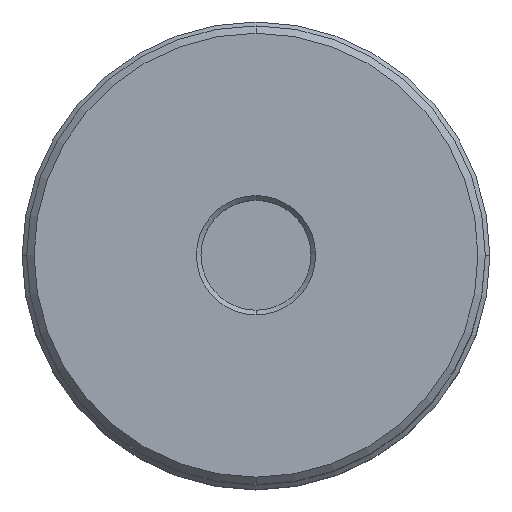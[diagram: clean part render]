
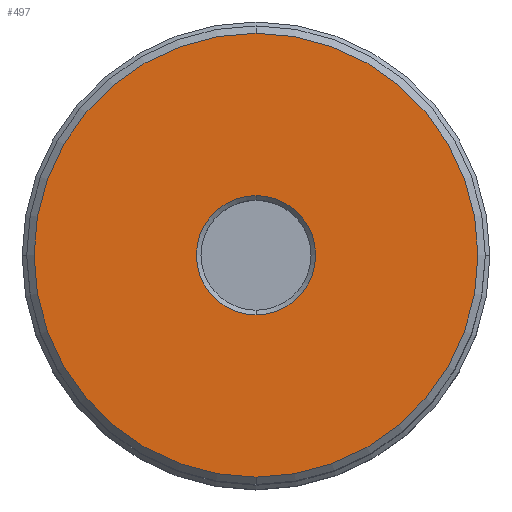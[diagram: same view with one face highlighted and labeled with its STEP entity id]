
A CAD part, top view. The second image highlights one B-rep face of the part: STEP entity #497.
In plain terms, the highlighted planar face has unit normal (0, 0, 1).
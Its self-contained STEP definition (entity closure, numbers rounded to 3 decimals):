
#14 = CARTESIAN_POINT ( 'NONE',  ( 0., -24.2, 67.804 ) ) ;
#76 = FACE_OUTER_BOUND ( 'NONE', #131, .T. ) ;
#97 = CIRCLE ( 'NONE', #1281, 24.2 ) ;
#110 = EDGE_CURVE ( 'NONE', #827, #347, #601, .T. ) ;
#113 = ORIENTED_EDGE ( 'NONE', *, *, #1371, .T. ) ;
#131 = EDGE_LOOP ( 'NONE', ( #153, #239 ) ) ;
#153 = ORIENTED_EDGE ( 'NONE', *, *, #1249, .T. ) ;
#162 = DIRECTION ( 'NONE',  ( 0., 0., 1. ) ) ;
#239 = ORIENTED_EDGE ( 'NONE', *, *, #110, .T. ) ;
#258 = CARTESIAN_POINT ( 'NONE',  ( 0., 24.2, 67.804 ) ) ;
#281 = ORIENTED_EDGE ( 'NONE', *, *, #1106, .T. ) ;
#283 = DIRECTION ( 'NONE',  ( 0., 0., 1. ) ) ;
#288 = CARTESIAN_POINT ( 'NONE',  ( 0., 0., 67.804 ) ) ;
#294 = CARTESIAN_POINT ( 'NONE',  ( 0., 0., 67.804 ) ) ;
#302 = AXIS2_PLACEMENT_3D ( 'NONE', #859, #417, #1083 ) ;
#347 = VERTEX_POINT ( 'NONE', #907 ) ;
#379 = DIRECTION ( 'NONE',  ( 0., 0., -1. ) ) ;
#391 = DIRECTION ( 'NONE',  ( 0., 0., -1. ) ) ;
#417 = DIRECTION ( 'NONE',  ( 0., 0., -1. ) ) ;
#445 = VERTEX_POINT ( 'NONE', #537 ) ;
#497 = ADVANCED_FACE ( 'NONE', ( #519, #76 ), #1153, .F. ) ;
#519 = FACE_BOUND ( 'NONE', #1091, .T. ) ;
#537 = CARTESIAN_POINT ( 'NONE',  ( 0., -6.5, 67.804 ) ) ;
#601 = CIRCLE ( 'NONE', #1296, 24.2 ) ;
#609 = DIRECTION ( 'NONE',  ( 0., -1., 0. ) ) ;
#720 = CARTESIAN_POINT ( 'NONE',  ( 0., 6.5, 67.804 ) ) ;
#827 = VERTEX_POINT ( 'NONE', #14 ) ;
#859 = CARTESIAN_POINT ( 'NONE',  ( 0., 0., 67.804 ) ) ;
#878 = AXIS2_PLACEMENT_3D ( 'NONE', #294, #391, #1163 ) ;
#907 = CARTESIAN_POINT ( 'NONE',  ( 0., 24.2, 67.804 ) ) ;
#922 = CIRCLE ( 'NONE', #302, 6.5 ) ;
#951 = DIRECTION ( 'NONE',  ( 0., 1., 0. ) ) ;
#1083 = DIRECTION ( 'NONE',  ( 0., 1., 0. ) ) ;
#1091 = EDGE_LOOP ( 'NONE', ( #281, #113 ) ) ;
#1106 = EDGE_CURVE ( 'NONE', #445, #1345, #922, .T. ) ;
#1143 = CIRCLE ( 'NONE', #878, 6.5 ) ;
#1153 = PLANE ( 'NONE',  #1250 ) ;
#1163 = DIRECTION ( 'NONE',  ( 0., 1., 0. ) ) ;
#1165 = DIRECTION ( 'NONE',  ( 0., -1., 0. ) ) ;
#1249 = EDGE_CURVE ( 'NONE', #347, #827, #97, .T. ) ;
#1250 = AXIS2_PLACEMENT_3D ( 'NONE', #258, #379, #951 ) ;
#1256 = CARTESIAN_POINT ( 'NONE',  ( 0., 0., 67.804 ) ) ;
#1281 = AXIS2_PLACEMENT_3D ( 'NONE', #1256, #283, #609 ) ;
#1296 = AXIS2_PLACEMENT_3D ( 'NONE', #288, #162, #1165 ) ;
#1345 = VERTEX_POINT ( 'NONE', #720 ) ;
#1371 = EDGE_CURVE ( 'NONE', #1345, #445, #1143, .T. ) ;
